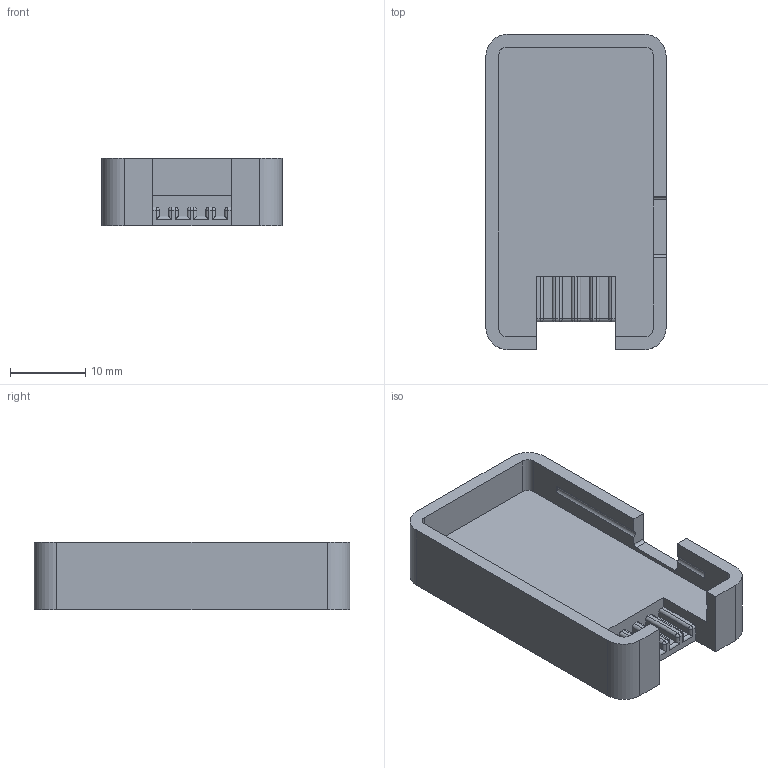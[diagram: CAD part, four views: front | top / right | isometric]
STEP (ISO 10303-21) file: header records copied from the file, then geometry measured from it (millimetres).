
FILE_DESCRIPTION(/* description */ ('STEP AP203'),/* implementation_level */ '2;1');
FILE_NAME(/* name */ '69931287aa5e68cf5f7909e2',/* time_stamp */ '2026-02-16T12:50:16Z',/* author */ (''),/* organization */ (''),/* preprocessor_version */ 'ST-DEVELOPER v20',/* originating_system */ 'ONSHAPE BY PTC INC, 1.210',/* authorisation */ ' ');
FILE_SCHEMA (('CONFIG_CONTROL_DESIGN'));
Length unit declared in the file: metre
Products named in the file (1): Base
Bounding box: 24 x 42 x 9 mm (x, y, z)
Volume: 4605.6 mm3; surface area: 3604.5 mm2
Topology: 1 solids, 1 shells, 92 faces, 243 edges, 146 vertices
Faces by surface type: plane 44, cylinder 40, sphere 8
Entity records: 2787 total; most frequent: DIRECTION 493, CARTESIAN_POINT 474, ORIENTED_EDGE 470, EDGE_CURVE 235, AXIS2_PLACEMENT_3D 165, LINE 163, VECTOR 163, VERTEX_POINT 146
